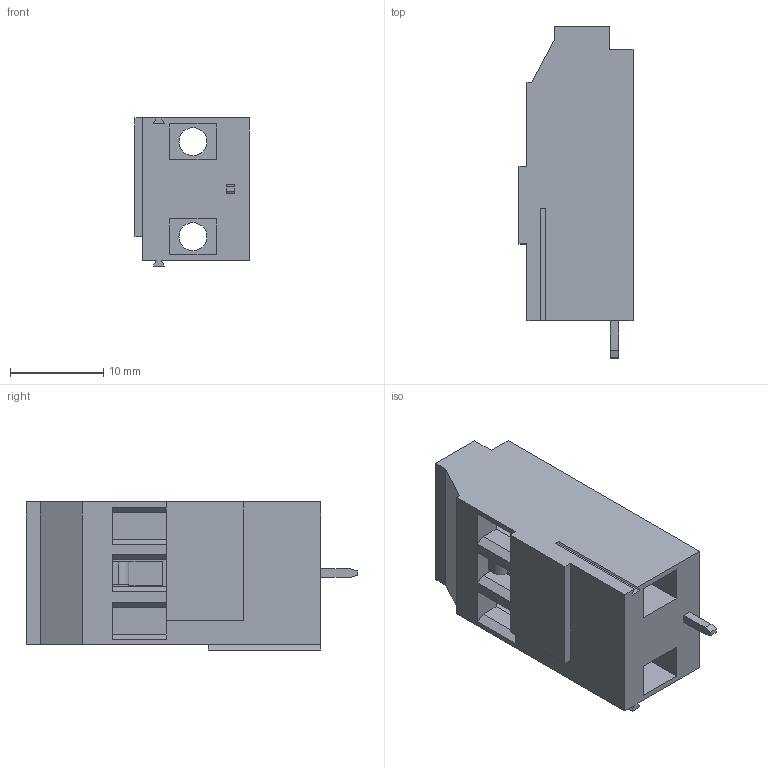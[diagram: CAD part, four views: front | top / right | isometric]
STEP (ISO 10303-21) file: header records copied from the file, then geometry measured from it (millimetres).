
FILE_DESCRIPTION( ( 'Unknown' ), '1' );
FILE_NAME( '691249610101.stp', 'Unknown', ( 'Unknown' ), ( 'Unknown' ), 'PSStep 18.0.17', 'Unknown', ' ' );
FILE_SCHEMA( ( 'AUTOMOTIVE_DESIGN { 1 0 10303 214 1 1 1 1 }' ) );
Length unit declared in the file: millimetre
Products named in the file (2): Assem1; MRT18P10.16_1BV07
Assembly tree (1 placements, depth 2):
  Assem1
    MRT18P10.16_1BV07
Bounding box: 12.2 x 35.5 x 15.84 mm (x, y, z)
Volume: 3751.1 mm3; surface area: 3514.4 mm2
Topology: 1 solids, 1 shells, 89 faces, 249 edges, 166 vertices
Faces by surface type: plane 83, cylinder 6
Full cylindrical faces by diameter (mm): 3 x2, 4 x3
Entity records: 3550 total; most frequent: CARTESIAN_POINT 499, ORIENTED_EDGE 486, DIRECTION 440, EDGE_CURVE 243, LINE 228, VECTOR 228, VERTEX_POINT 165, AXIS2_PLACEMENT_3D 106
